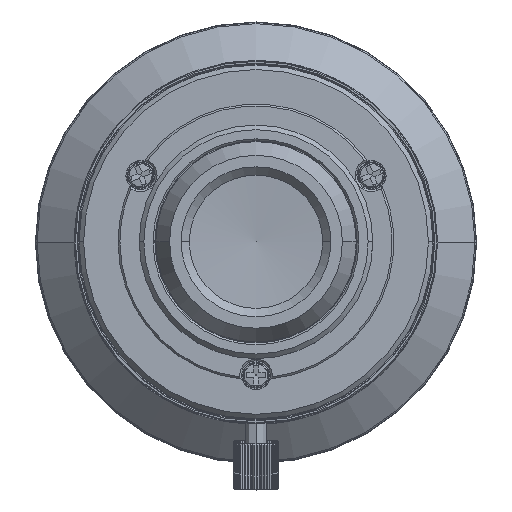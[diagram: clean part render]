
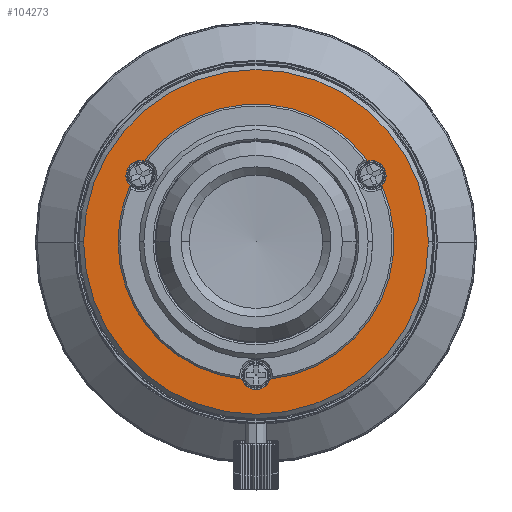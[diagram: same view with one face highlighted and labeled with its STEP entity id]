
A CAD part, top view. The second image highlights one B-rep face of the part: STEP entity #104273.
In plain terms, the highlighted planar face has unit normal (0, 0, 1).
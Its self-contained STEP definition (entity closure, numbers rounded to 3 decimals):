
#86 = DIRECTION ( 'NONE',  ( 0., -1., 0. ) ) ;
#780 = VERTEX_POINT ( 'NONE', #76750 ) ;
#2012 = ORIENTED_EDGE ( 'NONE', *, *, #102121, .T. ) ;
#2872 = CIRCLE ( 'NONE', #108972, 1.6 ) ;
#3077 = EDGE_CURVE ( 'NONE', #34185, #47118, #37280, .T. ) ;
#4504 = DIRECTION ( 'NONE',  ( 1., 0., 0. ) ) ;
#4760 = EDGE_CURVE ( 'NONE', #780, #34029, #112686, .T. ) ;
#5271 = DIRECTION ( 'NONE',  ( 0., 0., -1. ) ) ;
#8117 = VERTEX_POINT ( 'NONE', #33671 ) ;
#8865 = DIRECTION ( 'NONE',  ( 0., 0., -1. ) ) ;
#9281 = DIRECTION ( 'NONE',  ( 0.913, 0.408, 0. ) ) ;
#12202 = EDGE_CURVE ( 'NONE', #99239, #34185, #48005, .T. ) ;
#12729 = CIRCLE ( 'NONE', #80163, 1.6 ) ;
#12838 = CARTESIAN_POINT ( 'NONE',  ( 12.149, 8.797, 51.678 ) ) ;
#12892 = CARTESIAN_POINT ( 'NONE',  ( 0., 0., 51.678 ) ) ;
#13093 = EDGE_CURVE ( 'NONE', #66801, #99239, #71165, .T. ) ;
#13704 = VERTEX_POINT ( 'NONE', #62188 ) ;
#14804 = ORIENTED_EDGE ( 'NONE', *, *, #3077, .T. ) ;
#16339 = AXIS2_PLACEMENT_3D ( 'NONE', #74297, #28450, #106222 ) ;
#22085 = DIRECTION ( 'NONE',  ( 0., 0., -1. ) ) ;
#23847 = DIRECTION ( 'NONE',  ( 0., 0., 1. ) ) ;
#24407 = DIRECTION ( 'NONE',  ( 0., 0., -1. ) ) ;
#28450 = DIRECTION ( 'NONE',  ( 0., 0., -1. ) ) ;
#29883 = AXIS2_PLACEMENT_3D ( 'NONE', #41962, #23847, #52763 ) ;
#30348 = DIRECTION ( 'NONE',  ( 0., 0., -1. ) ) ;
#30458 = CARTESIAN_POINT ( 'NONE',  ( -15., 0., 51.678 ) ) ;
#31095 = CARTESIAN_POINT ( 'NONE',  ( 12.557, 7.25, 51.678 ) ) ;
#32845 = ORIENTED_EDGE ( 'NONE', *, *, #50312, .T. ) ;
#32897 = CARTESIAN_POINT ( 'NONE',  ( 0., 0., 51.678 ) ) ;
#33671 = CARTESIAN_POINT ( 'NONE',  ( 13.693, 6.123, 51.678 ) ) ;
#33846 = EDGE_CURVE ( 'NONE', #8117, #13704, #34494, .T. ) ;
#34029 = VERTEX_POINT ( 'NONE', #12838 ) ;
#34116 = DIRECTION ( 'NONE',  ( 0., 0., -1. ) ) ;
#34185 = VERTEX_POINT ( 'NONE', #102641 ) ;
#34494 = CIRCLE ( 'NONE', #78793, 15. ) ;
#37280 = CIRCLE ( 'NONE', #16339, 1.6 ) ;
#38303 = DIRECTION ( 'NONE',  ( 0., 0., -1. ) ) ;
#41962 = CARTESIAN_POINT ( 'NONE',  ( 0., 0., 51.678 ) ) ;
#42962 = ORIENTED_EDGE ( 'NONE', *, *, #75957, .T. ) ;
#43486 = CARTESIAN_POINT ( 'NONE',  ( -18.75, 0., 51.678 ) ) ;
#44794 = EDGE_LOOP ( 'NONE', ( #47998, #32845, #113424, #107419, #42962, #78471, #66045, #14804, #86437 ) ) ;
#45971 = DIRECTION ( 'NONE',  ( 0., 0., -1. ) ) ;
#46951 = ORIENTED_EDGE ( 'NONE', *, *, #103314, .T. ) ;
#47118 = VERTEX_POINT ( 'NONE', #71030 ) ;
#47980 = EDGE_LOOP ( 'NONE', ( #2012, #46951 ) ) ;
#47998 = ORIENTED_EDGE ( 'NONE', *, *, #4760, .T. ) ;
#48005 = CIRCLE ( 'NONE', #88489, 15. ) ;
#48332 = EDGE_CURVE ( 'NONE', #47118, #780, #87477, .T. ) ;
#49377 = CARTESIAN_POINT ( 'NONE',  ( 12.557, 7.25, 51.678 ) ) ;
#50312 = EDGE_CURVE ( 'NONE', #34029, #110125, #2872, .T. ) ;
#51023 = EDGE_CURVE ( 'NONE', #110125, #8117, #56983, .T. ) ;
#51346 = CARTESIAN_POINT ( 'NONE',  ( 0., -14.5, 51.678 ) ) ;
#51948 = AXIS2_PLACEMENT_3D ( 'NONE', #52212, #34116, #80567 ) ;
#52212 = CARTESIAN_POINT ( 'NONE',  ( 0., 0., 51.678 ) ) ;
#52763 = DIRECTION ( 'NONE',  ( 1., 0., 0. ) ) ;
#55727 = CARTESIAN_POINT ( 'NONE',  ( 0., 0., 51.678 ) ) ;
#56983 = CIRCLE ( 'NONE', #91636, 1.6 ) ;
#58631 = AXIS2_PLACEMENT_3D ( 'NONE', #32897, #22085, #97461 ) ;
#58755 = DIRECTION ( 'NONE',  ( 0., 0., 1. ) ) ;
#59602 = DIRECTION ( 'NONE',  ( -0.255, 0.967, 0. ) ) ;
#60295 = DIRECTION ( 'NONE',  ( 0., 0., -1. ) ) ;
#62188 = CARTESIAN_POINT ( 'NONE',  ( 1.544, -14.92, 51.678 ) ) ;
#64082 = PLANE ( 'NONE',  #91827 ) ;
#66045 = ORIENTED_EDGE ( 'NONE', *, *, #12202, .T. ) ;
#66648 = DIRECTION ( 'NONE',  ( 0.965, -0.263, 0. ) ) ;
#66801 = VERTEX_POINT ( 'NONE', #115859 ) ;
#66965 = DIRECTION ( 'NONE',  ( -1., 0., 0. ) ) ;
#68750 = CARTESIAN_POINT ( 'NONE',  ( -12.557, 7.25, 51.678 ) ) ;
#71030 = CARTESIAN_POINT ( 'NONE',  ( -14.157, 7.25, 51.678 ) ) ;
#71165 = CIRCLE ( 'NONE', #51948, 15. ) ;
#71322 = FACE_OUTER_BOUND ( 'NONE', #47980, .T. ) ;
#74297 = CARTESIAN_POINT ( 'NONE',  ( -12.557, 7.25, 51.678 ) ) ;
#75957 = EDGE_CURVE ( 'NONE', #13704, #66801, #12729, .T. ) ;
#76129 = CIRCLE ( 'NONE', #29883, 18.75 ) ;
#76750 = CARTESIAN_POINT ( 'NONE',  ( -12.149, 8.797, 51.678 ) ) ;
#77441 = DIRECTION ( 'NONE',  ( -1., 0., 0. ) ) ;
#78471 = ORIENTED_EDGE ( 'NONE', *, *, #13093, .T. ) ;
#78793 = AXIS2_PLACEMENT_3D ( 'NONE', #55727, #30348, #9281 ) ;
#80163 = AXIS2_PLACEMENT_3D ( 'NONE', #51346, #38303, #66648 ) ;
#80567 = DIRECTION ( 'NONE',  ( -0.103, -0.995, 0. ) ) ;
#86437 = ORIENTED_EDGE ( 'NONE', *, *, #48332, .T. ) ;
#87477 = CIRCLE ( 'NONE', #93361, 1.6 ) ;
#88489 = AXIS2_PLACEMENT_3D ( 'NONE', #91531, #8865, #101768 ) ;
#89819 = AXIS2_PLACEMENT_3D ( 'NONE', #12892, #58755, #77441 ) ;
#91531 = CARTESIAN_POINT ( 'NONE',  ( 0., 0., 51.678 ) ) ;
#91636 = AXIS2_PLACEMENT_3D ( 'NONE', #31095, #24407, #4504 ) ;
#91827 = AXIS2_PLACEMENT_3D ( 'NONE', #109980, #45971, #86 ) ;
#93361 = AXIS2_PLACEMENT_3D ( 'NONE', #68750, #60295, #66965 ) ;
#97461 = DIRECTION ( 'NONE',  ( -0.81, 0.586, 0. ) ) ;
#98475 = CARTESIAN_POINT ( 'NONE',  ( 18.75, 0., 51.678 ) ) ;
#99239 = VERTEX_POINT ( 'NONE', #30458 ) ;
#101768 = DIRECTION ( 'NONE',  ( -0.103, -0.995, 0. ) ) ;
#102121 = EDGE_CURVE ( 'NONE', #117055, #112783, #76129, .T. ) ;
#102641 = CARTESIAN_POINT ( 'NONE',  ( -13.693, 6.123, 51.678 ) ) ;
#103314 = EDGE_CURVE ( 'NONE', #112783, #117055, #118757, .T. ) ;
#103834 = CARTESIAN_POINT ( 'NONE',  ( 14.157, 7.25, 51.678 ) ) ;
#104273 = ADVANCED_FACE ( 'NONE', ( #71322, #109366 ), #64082, .F. ) ;
#106222 = DIRECTION ( 'NONE',  ( -0.71, -0.704, 0. ) ) ;
#107419 = ORIENTED_EDGE ( 'NONE', *, *, #33846, .T. ) ;
#108972 = AXIS2_PLACEMENT_3D ( 'NONE', #49377, #5271, #59602 ) ;
#109366 = FACE_BOUND ( 'NONE', #44794, .T. ) ;
#109980 = CARTESIAN_POINT ( 'NONE',  ( 0., -15., 51.678 ) ) ;
#110125 = VERTEX_POINT ( 'NONE', #103834 ) ;
#112686 = CIRCLE ( 'NONE', #58631, 15. ) ;
#112783 = VERTEX_POINT ( 'NONE', #43486 ) ;
#113424 = ORIENTED_EDGE ( 'NONE', *, *, #51023, .T. ) ;
#115859 = CARTESIAN_POINT ( 'NONE',  ( -1.544, -14.92, 51.678 ) ) ;
#117055 = VERTEX_POINT ( 'NONE', #98475 ) ;
#118757 = CIRCLE ( 'NONE', #89819, 18.75 ) ;
